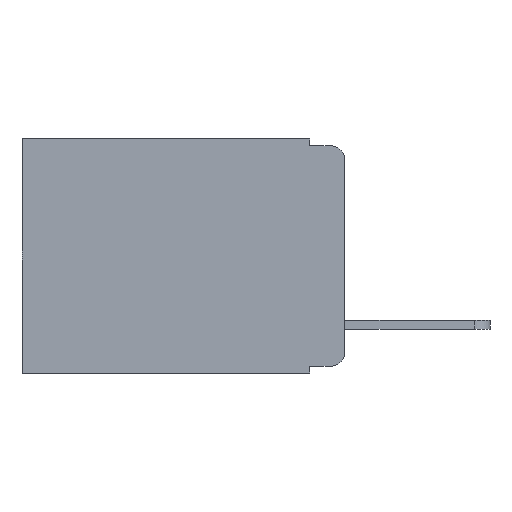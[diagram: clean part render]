
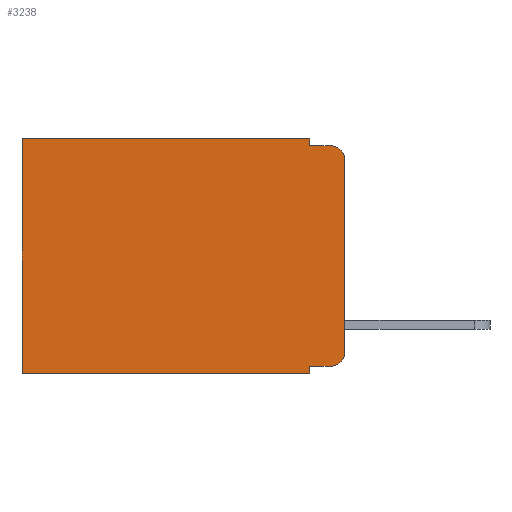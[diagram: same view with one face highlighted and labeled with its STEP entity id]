
A CAD part, left-side view. The second image highlights one B-rep face of the part: STEP entity #3238.
In plain terms, the highlighted planar face has unit normal (-1, 0, 0).
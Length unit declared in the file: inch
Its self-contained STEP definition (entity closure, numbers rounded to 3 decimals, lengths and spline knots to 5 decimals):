
#410 = ORIENTED_EDGE ( 'NONE', *, *, #9113, .F. ) ;
#535 = ORIENTED_EDGE ( 'NONE', *, *, #5966, .T. ) ;
#577 = VERTEX_POINT ( 'NONE', #5893 ) ;
#582 = CARTESIAN_POINT ( 'NONE',  ( 0.298, 0., 0. ) ) ;
#882 = EDGE_CURVE ( 'NONE', #8815, #577, #5369, .T. ) ;
#997 = AXIS2_PLACEMENT_3D ( 'NONE', #4829, #8197, #6499 ) ;
#1306 = AXIS2_PLACEMENT_3D ( 'NONE', #5024, #3265, #1732 ) ;
#1445 = DIRECTION ( 'NONE',  ( 0., 0., -1. ) ) ;
#1514 = VERTEX_POINT ( 'NONE', #1815 ) ;
#1539 = DIRECTION ( 'NONE',  ( 0., 0., -1. ) ) ;
#1649 = LINE ( 'NONE', #3418, #2270 ) ;
#1669 = DIRECTION ( 'NONE',  ( 0., 0., -1. ) ) ;
#1732 = DIRECTION ( 'NONE',  ( 0., 0., -1. ) ) ;
#1744 = VECTOR ( 'NONE', #6260, 39.37008 ) ;
#1773 = EDGE_CURVE ( 'NONE', #3388, #9044, #10207, .T. ) ;
#1776 = CARTESIAN_POINT ( 'NONE',  ( 0.298, 0., 0. ) ) ;
#1815 = CARTESIAN_POINT ( 'NONE',  ( 0.298, 0.051, 0. ) ) ;
#1823 = ORIENTED_EDGE ( 'NONE', *, *, #5639, .T. ) ;
#1910 = CARTESIAN_POINT ( 'NONE',  ( 0.298, 0.473, 0. ) ) ;
#1986 = EDGE_CURVE ( 'NONE', #10174, #3378, #9521, .T. ) ;
#1988 = VERTEX_POINT ( 'NONE', #1910 ) ;
#2067 = CARTESIAN_POINT ( 'NONE',  ( 0.298, 0.051, 0. ) ) ;
#2113 = CARTESIAN_POINT ( 'NONE',  ( 0.298, 0.051, -0.333 ) ) ;
#2270 = VECTOR ( 'NONE', #5975, 39.37008 ) ;
#2282 = AXIS2_PLACEMENT_3D ( 'NONE', #6667, #5907, #1669 ) ;
#2430 = ORIENTED_EDGE ( 'NONE', *, *, #5565, .T. ) ;
#2792 = ORIENTED_EDGE ( 'NONE', *, *, #7216, .F. ) ;
#3043 = CARTESIAN_POINT ( 'NONE',  ( 0.298, 0.051, 0. ) ) ;
#3167 = DIRECTION ( 'NONE',  ( 0., -1., 0. ) ) ;
#3238 = ADVANCED_FACE ( 'NONE', ( #8726 ), #10693, .F. ) ;
#3265 = DIRECTION ( 'NONE',  ( -1., 0., 0. ) ) ;
#3378 = VERTEX_POINT ( 'NONE', #10045 ) ;
#3380 = DIRECTION ( 'NONE',  ( 0., 1., 0. ) ) ;
#3388 = VERTEX_POINT ( 'NONE', #4240 ) ;
#3418 = CARTESIAN_POINT ( 'NONE',  ( 0.298, 0.473, 0. ) ) ;
#3496 = EDGE_CURVE ( 'NONE', #4307, #9044, #4862, .T. ) ;
#3518 = VECTOR ( 'NONE', #3167, 39.37008 ) ;
#3698 = CIRCLE ( 'NONE', #2282, 0.02 ) ;
#4047 = CARTESIAN_POINT ( 'NONE',  ( 0.298, 0.051, -0.333 ) ) ;
#4050 = EDGE_LOOP ( 'NONE', ( #6053, #4812, #8527, #410, #2430, #1823, #8832, #2792, #10526, #535 ) ) ;
#4240 = CARTESIAN_POINT ( 'NONE',  ( 0.298, 0., -0.03 ) ) ;
#4307 = VERTEX_POINT ( 'NONE', #10531 ) ;
#4812 = ORIENTED_EDGE ( 'NONE', *, *, #1773, .T. ) ;
#4829 = CARTESIAN_POINT ( 'NONE',  ( 0.298, 0., 0. ) ) ;
#4862 = LINE ( 'NONE', #5785, #7070 ) ;
#5024 = CARTESIAN_POINT ( 'NONE',  ( 0.298, 0.02, -0.03 ) ) ;
#5369 = LINE ( 'NONE', #4047, #3518 ) ;
#5396 = LINE ( 'NONE', #2067, #1744 ) ;
#5436 = VECTOR ( 'NONE', #3380, 39.37008 ) ;
#5440 = VECTOR ( 'NONE', #1539, 39.37008 ) ;
#5565 = EDGE_CURVE ( 'NONE', #1514, #1988, #7764, .T. ) ;
#5639 = EDGE_CURVE ( 'NONE', #1988, #3378, #1649, .T. ) ;
#5785 = CARTESIAN_POINT ( 'NONE',  ( 0.298, 0.051, -0.01 ) ) ;
#5893 = CARTESIAN_POINT ( 'NONE',  ( 0.298, 0.02, -0.333 ) ) ;
#5907 = DIRECTION ( 'NONE',  ( -1., 0., 0. ) ) ;
#5966 = EDGE_CURVE ( 'NONE', #577, #6466, #3698, .T. ) ;
#5975 = DIRECTION ( 'NONE',  ( 0., 0., -1. ) ) ;
#6053 = ORIENTED_EDGE ( 'NONE', *, *, #8333, .F. ) ;
#6104 = LINE ( 'NONE', #3043, #5440 ) ;
#6260 = DIRECTION ( 'NONE',  ( 0., 0., -1. ) ) ;
#6328 = CARTESIAN_POINT ( 'NONE',  ( 0.298, 0.051, -0.343 ) ) ;
#6466 = VERTEX_POINT ( 'NONE', #6883 ) ;
#6499 = DIRECTION ( 'NONE',  ( 0., 0., -1. ) ) ;
#6667 = CARTESIAN_POINT ( 'NONE',  ( 0.298, 0.02, -0.313 ) ) ;
#6883 = CARTESIAN_POINT ( 'NONE',  ( 0.298, 0., -0.313 ) ) ;
#7070 = VECTOR ( 'NONE', #7389, 39.37008 ) ;
#7216 = EDGE_CURVE ( 'NONE', #8815, #10174, #5396, .T. ) ;
#7389 = DIRECTION ( 'NONE',  ( 0., -1., 0. ) ) ;
#7728 = CARTESIAN_POINT ( 'NONE',  ( 0.298, 0., -0.343 ) ) ;
#7764 = LINE ( 'NONE', #1776, #5436 ) ;
#8197 = DIRECTION ( 'NONE',  ( 1., 0., 0. ) ) ;
#8249 = VECTOR ( 'NONE', #9257, 39.37008 ) ;
#8333 = EDGE_CURVE ( 'NONE', #3388, #6466, #10618, .T. ) ;
#8527 = ORIENTED_EDGE ( 'NONE', *, *, #3496, .F. ) ;
#8667 = VECTOR ( 'NONE', #1445, 39.37008 ) ;
#8726 = FACE_OUTER_BOUND ( 'NONE', #4050, .T. ) ;
#8815 = VERTEX_POINT ( 'NONE', #2113 ) ;
#8832 = ORIENTED_EDGE ( 'NONE', *, *, #1986, .F. ) ;
#9044 = VERTEX_POINT ( 'NONE', #9290 ) ;
#9113 = EDGE_CURVE ( 'NONE', #1514, #4307, #6104, .T. ) ;
#9257 = DIRECTION ( 'NONE',  ( 0., 1., 0. ) ) ;
#9290 = CARTESIAN_POINT ( 'NONE',  ( 0.298, 0.02, -0.01 ) ) ;
#9521 = LINE ( 'NONE', #7728, #8249 ) ;
#10045 = CARTESIAN_POINT ( 'NONE',  ( 0.298, 0.473, -0.343 ) ) ;
#10174 = VERTEX_POINT ( 'NONE', #6328 ) ;
#10207 = CIRCLE ( 'NONE', #1306, 0.02 ) ;
#10526 = ORIENTED_EDGE ( 'NONE', *, *, #882, .T. ) ;
#10531 = CARTESIAN_POINT ( 'NONE',  ( 0.298, 0.051, -0.01 ) ) ;
#10618 = LINE ( 'NONE', #582, #8667 ) ;
#10693 = PLANE ( 'NONE',  #997 ) ;
